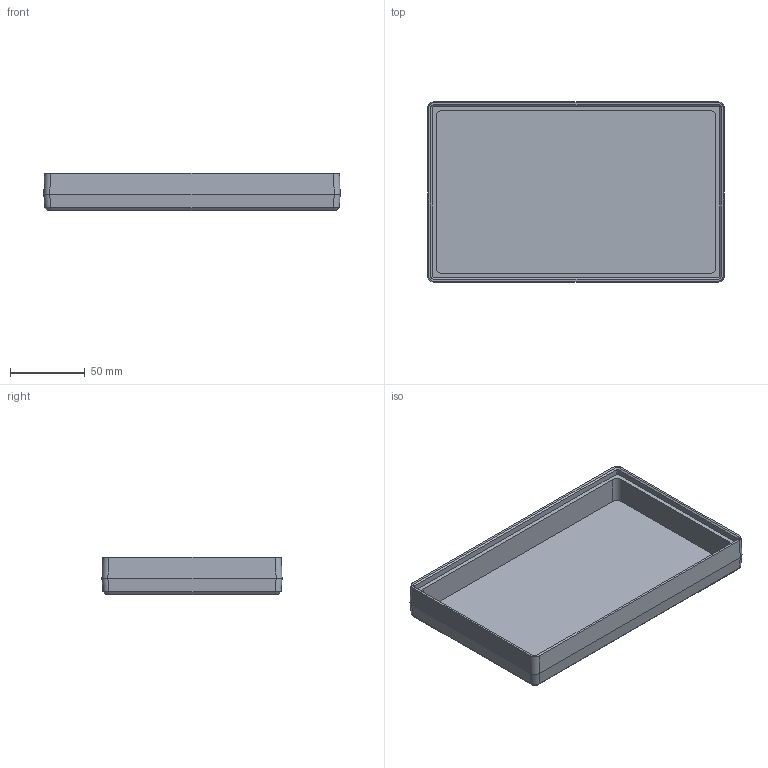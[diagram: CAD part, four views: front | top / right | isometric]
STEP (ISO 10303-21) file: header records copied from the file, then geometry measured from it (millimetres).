
FILE_DESCRIPTION(('FreeCAD Model'),'2;1');
FILE_NAME('Open CASCADE Shape Model','2023-06-28T14:20:09',('Author'),( ''),'Open CASCADE STEP processor 7.6','FreeCAD','Unknown');
FILE_SCHEMA(('AUTOMOTIVE_DESIGN { 1 0 10303 214 1 1 1 1 }'));
Length unit declared in the file: millimetre
Products named in the file (1): VolcaTop
Bounding box: 198.9 x 120.9 x 25 mm (x, y, z)
Volume: 113098.8 mm3; surface area: 75825.7 mm2
Topology: 1 solids, 1 shells, 60 faces, 144 edges, 88 vertices
Faces by surface type: bspline 36, plane 16, cone 4, cylinder 4
Entity records: 8595 total; most frequent: CARTESIAN_POINT 6182, ORIENTED_EDGE 288, PCURVE 288, DEFINITIONAL_REPRESENTATION 288, DIRECTION 270, B_SPLINE_CURVE_WITH_KNOTS 212, LINE 180, VECTOR 180
